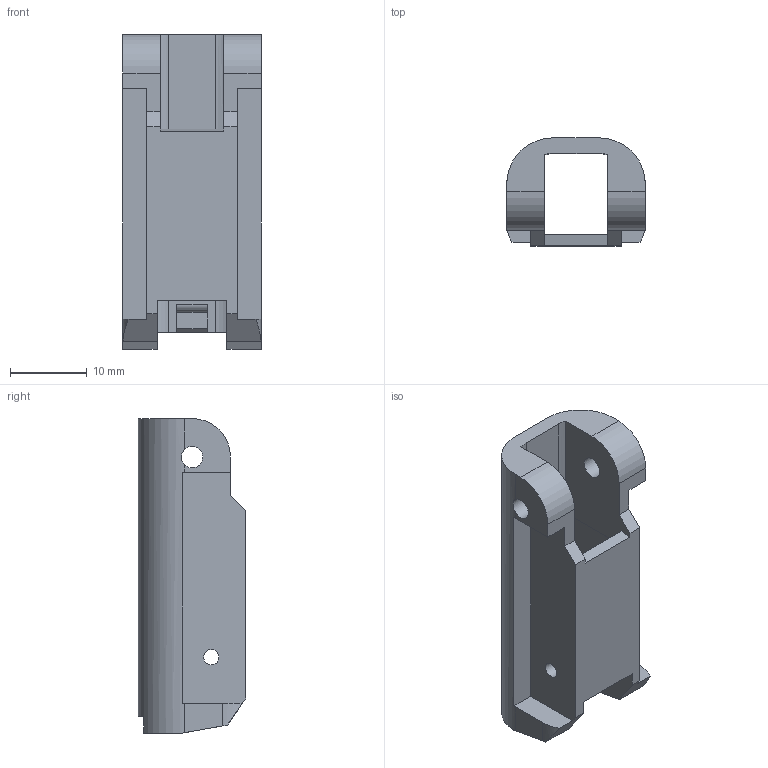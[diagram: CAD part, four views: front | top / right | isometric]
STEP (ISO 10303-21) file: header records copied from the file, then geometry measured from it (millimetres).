
FILE_DESCRIPTION(/* description */ (''),/* implementation_level */ '2;1');
FILE_NAME(/* name */ 'Back.step',/* time_stamp */ '2019-01-12T21:26:03+01:00',/* author */ (''),/* organization */ (''),/* preprocessor_version */ 'ST-DEVELOPER v17.2',/* originating_system */ 'Autodesk Translation Framework v7.6.0.251',/* authorisation */ '');
FILE_SCHEMA (('AUTOMOTIVE_DESIGN { 1 0 10303 214 3 1 1 }'));
Length unit declared in the file: millimetre
Products named in the file (1): FusionComponent
Bounding box: 18 x 14 x 40.9 mm (x, y, z)
Volume: 3703.5 mm3; surface area: 3902.9 mm2
Topology: 1 solids, 1 shells, 57 faces, 178 edges, 119 vertices
Faces by surface type: plane 44, cylinder 13
Full cylindrical faces by diameter (mm): 2 x2, 2.8 x2
Entity records: 2053 total; most frequent: CARTESIAN_POINT 374, ORIENTED_EDGE 356, DIRECTION 331, EDGE_CURVE 178, LINE 135, VECTOR 135, VERTEX_POINT 119, AXIS2_PLACEMENT_3D 98
